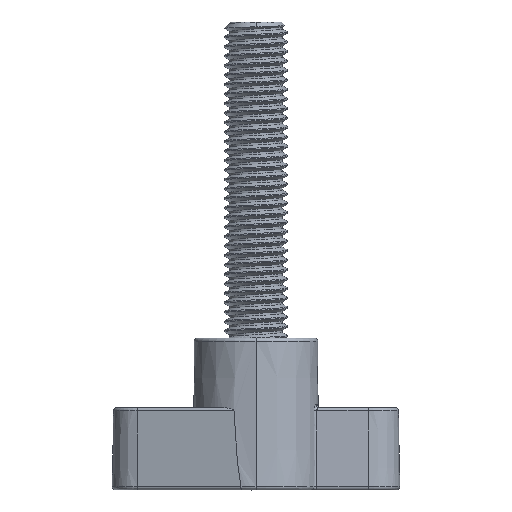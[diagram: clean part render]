
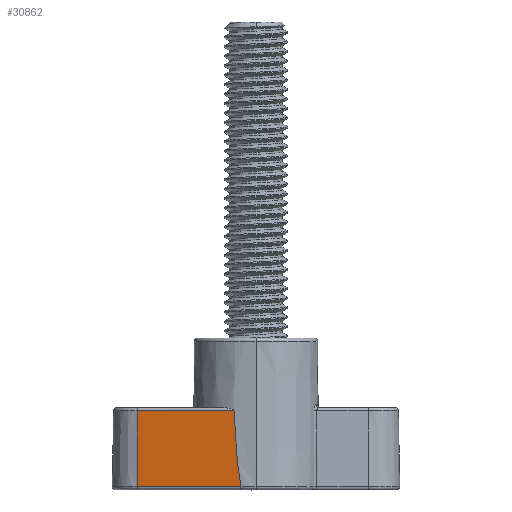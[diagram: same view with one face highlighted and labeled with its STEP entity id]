
A CAD part, top view. The second image highlights one B-rep face of the part: STEP entity #30862.
In plain terms, the highlighted planar face has unit normal (-0.21, 0.018, 0.978).
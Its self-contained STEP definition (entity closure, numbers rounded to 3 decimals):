
#5 = CARTESIAN_POINT ( 'NONE',  ( -18.8, 0., 6.188 ) ) ;
#414 = VECTOR ( 'NONE', #7450, 1000. ) ;
#2548 = ORIENTED_EDGE ( 'NONE', *, *, #23672, .F. ) ;
#2940 = CARTESIAN_POINT ( 'NONE',  ( -18.755, 12.509, 5.975 ) ) ;
#5542 = AXIS2_PLACEMENT_3D ( 'NONE', #20811, #18312, #23447 ) ;
#6247 = VERTEX_POINT ( 'NONE', #30960 ) ;
#7113 = LINE ( 'NONE', #17400, #18202 ) ;
#7450 = DIRECTION ( 'NONE',  ( -0.978, 0., -0.21 ) ) ;
#9592 = FACE_OUTER_BOUND ( 'NONE', #20734, .T. ) ;
#9950 = ORIENTED_EDGE ( 'NONE', *, *, #21631, .T. ) ;
#10257 = LINE ( 'NONE', #23128, #414 ) ;
#14472 = CARTESIAN_POINT ( 'NONE',  ( -18.799, 0.509, 6.18 ) ) ;
#15544 = PLANE ( 'NONE',  #5542 ) ;
#15721 = VERTEX_POINT ( 'NONE', #2940 ) ;
#17400 = CARTESIAN_POINT ( 'NONE',  ( -2.099, 0.509, 9.768 ) ) ;
#17726 = VECTOR ( 'NONE', #26207, 1000. ) ;
#18097 = DIRECTION ( 'NONE',  ( 0.978, 0., 0.21 ) ) ;
#18202 = VECTOR ( 'NONE', #18097, 1000. ) ;
#18275 = VERTEX_POINT ( 'NONE', #14472 ) ;
#18312 = DIRECTION ( 'NONE',  ( -0.21, 0.017, 0.978 ) ) ;
#19227 = EDGE_CURVE ( 'NONE', #15721, #18275, #30814, .T. ) ;
#20734 = EDGE_LOOP ( 'NONE', ( #2548, #9950, #23380, #29540 ) ) ;
#20811 = CARTESIAN_POINT ( 'NONE',  ( -2.101, 0., 9.777 ) ) ;
#21631 = EDGE_CURVE ( 'NONE', #6247, #15721, #10257, .T. ) ;
#22178 = VERTEX_POINT ( 'NONE', #30929 ) ;
#23128 = CARTESIAN_POINT ( 'NONE',  ( -18.755, 12.509, 5.975 ) ) ;
#23380 = ORIENTED_EDGE ( 'NONE', *, *, #19227, .T. ) ;
#23447 = DIRECTION ( 'NONE',  ( 0.978, 0., 0.21 ) ) ;
#23472 = CARTESIAN_POINT ( 'NONE',  ( -3.138, 5.872, 9.449 ) ) ;
#23672 = EDGE_CURVE ( 'NONE', #6247, #22178, #26167, .T. ) ;
#25527 = CARTESIAN_POINT ( 'NONE',  ( -3.488, 12.509, 9.255 ) ) ;
#26167 =( BOUNDED_CURVE ( )  B_SPLINE_CURVE ( 3, ( #25527, #23472, #28144, #33413 ),
 .UNSPECIFIED., .F., .T. ) 
 B_SPLINE_CURVE_WITH_KNOTS ( ( 4, 4 ),
 ( 6.027, 6.232 ),
 .UNSPECIFIED. ) 
 CURVE ( )  GEOMETRIC_REPRESENTATION_ITEM ( )  RATIONAL_B_SPLINE_CURVE ( ( 1., 0.997, 0.997, 1. ) ) 
 REPRESENTATION_ITEM ( '' )  );
#26207 = DIRECTION ( 'NONE',  ( -0.004, -1., 0.017 ) ) ;
#28144 = CARTESIAN_POINT ( 'NONE',  ( -2.771, 1.858, 9.6 ) ) ;
#29335 = EDGE_CURVE ( 'NONE', #18275, #22178, #7113, .T. ) ;
#29540 = ORIENTED_EDGE ( 'NONE', *, *, #29335, .T. ) ;
#30814 = LINE ( 'NONE', #5, #17726 ) ;
#30862 = ADVANCED_FACE ( 'NONE', ( #9592 ), #15544, .T. ) ;
#30929 = CARTESIAN_POINT ( 'NONE',  ( -2.39, 0.509, 9.706 ) ) ;
#30960 = CARTESIAN_POINT ( 'NONE',  ( -3.488, 12.509, 9.255 ) ) ;
#33413 = CARTESIAN_POINT ( 'NONE',  ( -2.39, 0.509, 9.706 ) ) ;
